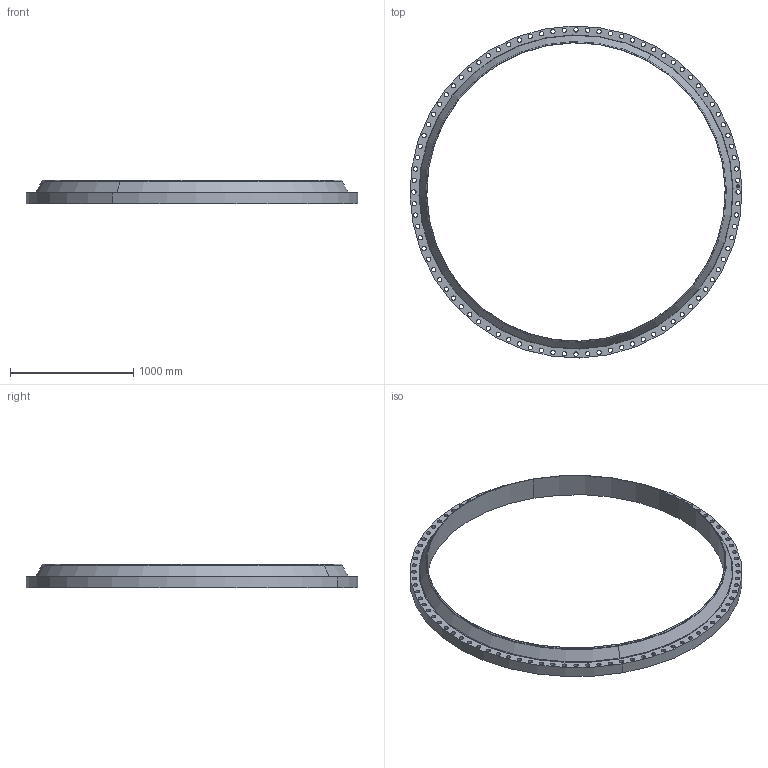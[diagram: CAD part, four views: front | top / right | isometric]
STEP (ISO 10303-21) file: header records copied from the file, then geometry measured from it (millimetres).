
FILE_DESCRIPTION(('3D STEP'),'2;1');
FILE_NAME('96-175-FF-WN-STD-BCIS-FLANGE.stp','2013-09-15T07:14:25+00:00',('Texas Flange'),(''),'CATIA Version 5 Release 20 SP 6 (IN-10)','CATIA V5 STEP AP214','800-826-3801');
FILE_SCHEMA(('AUTOMOTIVE_DESIGN { 1 0 10303 214 1 1 1 1 }'));
Length unit declared in the file: inch
Products named in the file (1): 96-175-FF-WN-STD-BCIS-FLANGE
Bounding box: 2691.65 x 2691.65 x 190.5 mm (x, y, z)
Volume: 114781121.8 mm3; surface area: 5547864.5 mm2
Topology: 1 solids, 1 shells, 576 faces, 1662 edges, 1106 vertices
Faces by surface type: plane 368, cylinder 202, cone 4, torus 2
Entity records: 20871 total; most frequent: ORIENTED_EDGE 3324, CARTESIAN_POINT 3217, DIRECTION 2558, EDGE_CURVE 1662, VECTOR 1250, LINE 1250, VERTEX_POINT 1106, AXIS2_PLACEMENT_3D 861
